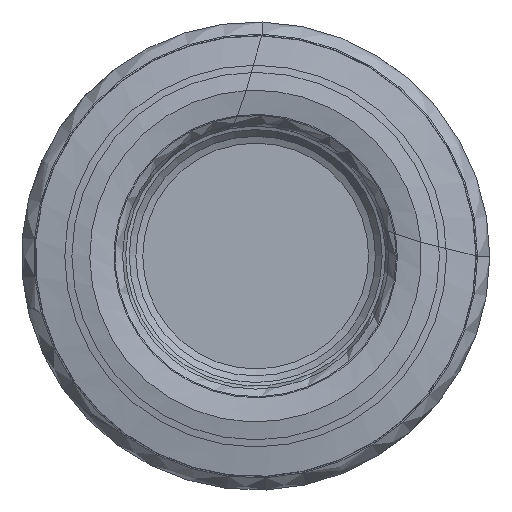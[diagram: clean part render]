
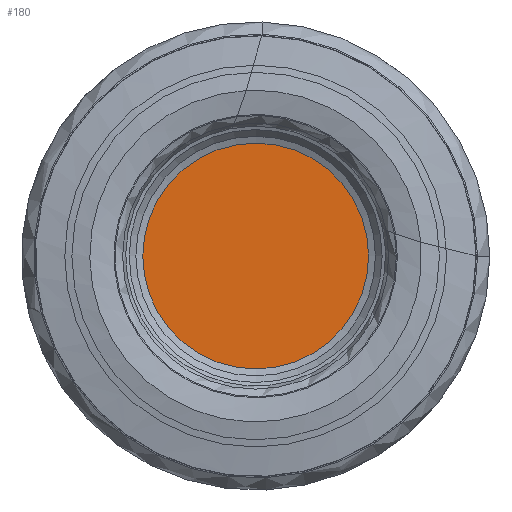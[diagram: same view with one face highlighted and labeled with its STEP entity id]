
A CAD part, left-side view. The second image highlights one B-rep face of the part: STEP entity #180.
In plain terms, the highlighted planar face has unit normal (-1, 0, 0).
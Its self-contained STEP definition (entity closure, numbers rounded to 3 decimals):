
#32=PLANE('',#784);
#180=ADVANCED_FACE('',(#250),#32,.F.);
#250=FACE_OUTER_BOUND('',#318,.T.);
#318=EDGE_LOOP('',(#550));
#375=CIRCLE('',#782,6.267);
#550=ORIENTED_EDGE('',*,*,#691,.T.);
#603=VERTEX_POINT('',#2690);
#691=EDGE_CURVE('',#603,#603,#375,.T.);
#782=AXIS2_PLACEMENT_3D('',#2689,#936,#937);
#784=AXIS2_PLACEMENT_3D('',#2692,#940,#941);
#936=DIRECTION('',(-1.,0.,0.));
#937=DIRECTION('',(0.,0.,1.));
#940=DIRECTION('',(1.,0.,0.));
#941=DIRECTION('',(0.,0.,-1.));
#2689=CARTESIAN_POINT('',(2.,0.,0.));
#2690=CARTESIAN_POINT('',(2.,0.,6.267));
#2692=CARTESIAN_POINT('',(2.,6.267,0.));
